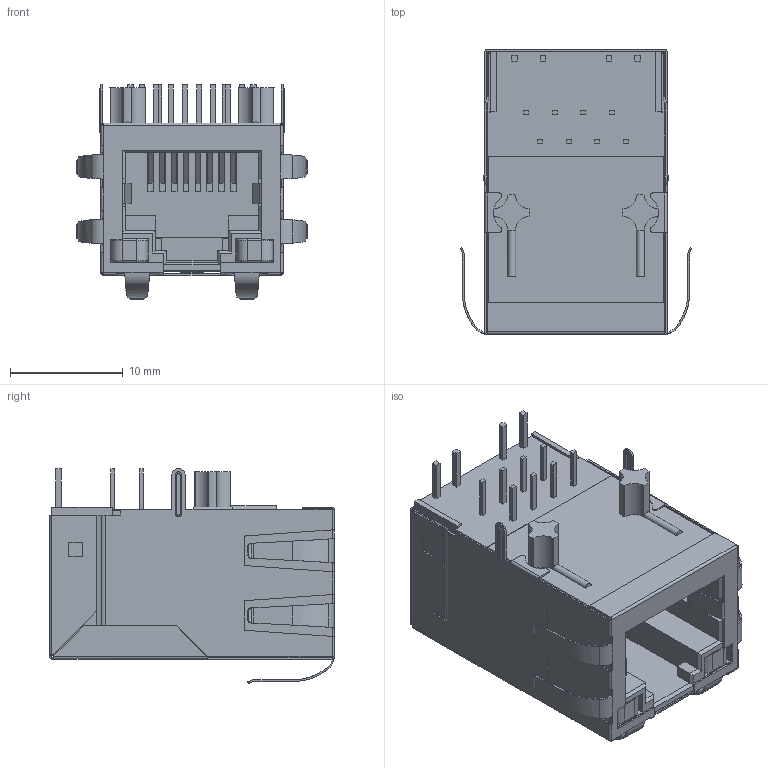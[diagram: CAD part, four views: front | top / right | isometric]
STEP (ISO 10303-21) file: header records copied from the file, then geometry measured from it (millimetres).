
FILE_DESCRIPTION( ( 'Unknown' ), '1' );
FILE_NAME( '74990112116A.stp', 'Unknown', ( 'Unknown' ), ( 'Unknown' ), 'PSStep 19.0.9', 'Unknown', ' ' );
FILE_SCHEMA( ( 'AUTOMOTIVE_DESIGN { 1 0 10303 214 1 1 1 1 }' ) );
Length unit declared in the file: millimetre
Products named in the file (6): Assem1; Insulator; Insulator_2; LED; Shielding
Assembly tree (5 placements, depth 2):
  Assem1
    Insulator
    Insulator_2
    LED
    LED
    Shielding
Bounding box: 20.55 x 25.3 x 19.11 mm (x, y, z)
Volume: 2687.8 mm3; surface area: 8231.8 mm2
Topology: 5 solids, 5 shells, 1133 faces, 3078 edges, 1952 vertices
Faces by surface type: plane 714, cylinder 323, bspline 56, torus 16, extrusion 14, sphere 10
Entity records: 45460 total; most frequent: CARTESIAN_POINT 8009, ORIENTED_EDGE 6136, DIRECTION 5530, EDGE_CURVE 3068, VECTOR 2244, LINE 2230, VERTEX_POINT 1952, AXIS2_PLACEMENT_3D 1643
